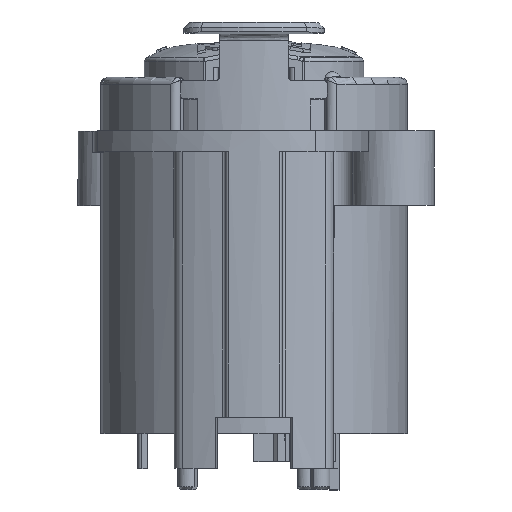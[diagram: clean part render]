
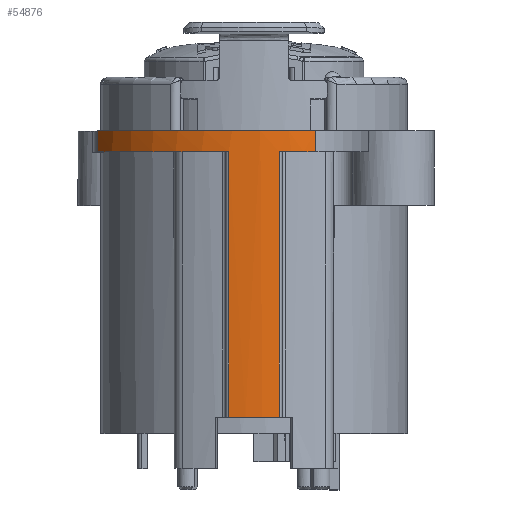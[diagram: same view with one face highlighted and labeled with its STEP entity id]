
A CAD part, top view. The second image highlights one B-rep face of the part: STEP entity #54876.
In plain terms, the highlighted cylindrical face has radius 12.5 mm (diameter 25 mm), a partial arc.
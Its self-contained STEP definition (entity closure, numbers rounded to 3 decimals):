
#11144=CARTESIAN_POINT('',(0.,33.852,
12.5));
#11145=DIRECTION('',(0.,-1.,0.));
#11146=DIRECTION('',(0.351,0.,0.936));
#11147=AXIS2_PLACEMENT_3D('',#11144,#11145,#11146);
#12077=CARTESIAN_POINT('',(0.,32.352,
12.5));
#12078=DIRECTION('',(0.,1.,0.));
#12079=DIRECTION('',(-0.888,0.,0.46));
#12080=AXIS2_PLACEMENT_3D('',#12077,#12078,#12079);
#12124=CARTESIAN_POINT('',(0.,13.502,
12.5));
#12125=DIRECTION('',(0.,1.,0.));
#12126=DIRECTION('',(-0.143,0.,0.99));
#12127=AXIS2_PLACEMENT_3D('',#12124,#12125,#12126);
#12220=DIRECTION('',(0.,1.,0.));
#12221=VECTOR('',#12220,18.85);
#12222=CARTESIAN_POINT('',(-1.786,13.502,
24.872));
#12223=LINE('',#12222,#12221);
#12224=DIRECTION('',(0.,1.,0.));
#12225=VECTOR('',#12224,1.5);
#12226=CARTESIAN_POINT('',(-11.1,32.352,18.248));
#12227=LINE('',#12226,#12225);
#12228=DIRECTION('',(0.,1.,0.));
#12229=VECTOR('',#12228,18.85);
#12230=CARTESIAN_POINT('',(1.786,13.502,24.872));
#12231=LINE('',#12230,#12229);
#12255=CARTESIAN_POINT('',(0.,32.352,
12.5));
#12256=DIRECTION('',(0.,1.,0.));
#12257=DIRECTION('',(0.143,0.,0.99));
#12258=AXIS2_PLACEMENT_3D('',#12255,#12256,#12257);
#19048=DIRECTION('',(0.,1.,0.));
#19049=VECTOR('',#19048,1.5);
#19050=CARTESIAN_POINT('',(4.392,32.352,24.203));
#19051=LINE('',#19050,#19049);
#36072=CARTESIAN_POINT('',(4.392,33.852,24.203));
#36073=VERTEX_POINT('',#36072);
#36074=CARTESIAN_POINT('',(-11.1,33.852,18.248));
#36075=VERTEX_POINT('',#36074);
#37296=CARTESIAN_POINT('',(-11.1,32.352,18.248));
#37297=VERTEX_POINT('',#37296);
#37298=CARTESIAN_POINT('',(-1.786,32.352,
24.872));
#37299=VERTEX_POINT('',#37298);
#37314=CARTESIAN_POINT('',(-1.786,13.502,
24.872));
#37315=VERTEX_POINT('',#37314);
#37316=CARTESIAN_POINT('',(1.786,13.502,24.872));
#37317=VERTEX_POINT('',#37316);
#37344=CARTESIAN_POINT('',(1.786,32.352,24.872));
#37345=VERTEX_POINT('',#37344);
#37346=CARTESIAN_POINT('',(4.392,32.352,24.203));
#37347=VERTEX_POINT('',#37346);
#54857=CARTESIAN_POINT('',(0.,37.352,
12.5));
#54858=DIRECTION('',(0.,-1.,0.));
#54859=DIRECTION('',(-0.888,0.,0.46));
#54860=AXIS2_PLACEMENT_3D('',#54857,#54858,#54859);
#54861=CYLINDRICAL_SURFACE('',#54860,12.5);
#54863=ORIENTED_EDGE('',*,*,#54862,.F.);
#54864=ORIENTED_EDGE('',*,*,#54792,.F.);
#54865=ORIENTED_EDGE('',*,*,#54849,.T.);
#54866=ORIENTED_EDGE('',*,*,#54736,.F.);
#54868=ORIENTED_EDGE('',*,*,#54867,.T.);
#54869=ORIENTED_EDGE('',*,*,#53896,.F.);
#54871=ORIENTED_EDGE('',*,*,#54870,.F.);
#54873=ORIENTED_EDGE('',*,*,#54872,.F.);
#54874=EDGE_LOOP('',(#54863,#54864,#54865,#54866,#54868,#54869,#54871,#54873));
#54875=FACE_OUTER_BOUND('',#54874,.F.);
#11148=CIRCLE('',#11147,12.5);
#12081=CIRCLE('',#12080,12.5);
#12128=CIRCLE('',#12127,12.5);
#12259=CIRCLE('',#12258,12.5);
#53896=EDGE_CURVE('',#36073,#36075,#11148,.T.);
#54736=EDGE_CURVE('',#37297,#37299,#12081,.T.);
#54792=EDGE_CURVE('',#37315,#37317,#12128,.T.);
#54849=EDGE_CURVE('',#37315,#37299,#12223,.T.);
#54862=EDGE_CURVE('',#37317,#37345,#12231,.T.);
#54867=EDGE_CURVE('',#37297,#36075,#12227,.T.);
#54870=EDGE_CURVE('',#37347,#36073,#19051,.T.);
#54872=EDGE_CURVE('',#37345,#37347,#12259,.T.);
#54876=ADVANCED_FACE('',(#54875),#54861,.T.);
